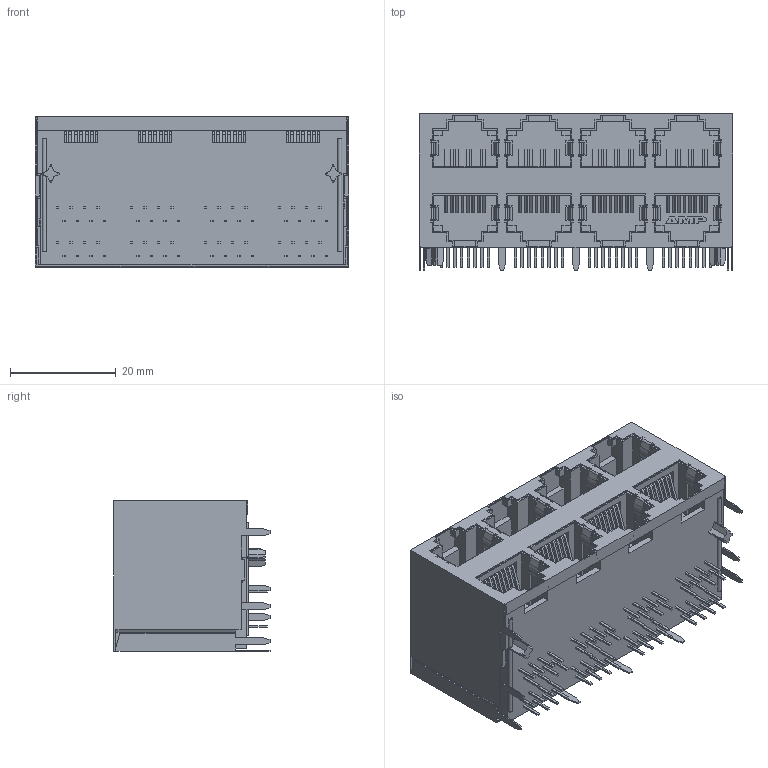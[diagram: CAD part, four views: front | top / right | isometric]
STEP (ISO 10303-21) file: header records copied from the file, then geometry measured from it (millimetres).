
FILE_DESCRIPTION((''),'2;1');
FILE_NAME('C-5569257-1','2009-03-16T',('workeradm'),('Tyco Electronics Corporation'),'PRO/ENGINEER BY PARAMETRIC TECHNOLOGY CORPORATION, 2007390','PRO/ENGINEER BY PARAMETRIC TECHNOLOGY CORPORATION, 2007390','');
FILE_SCHEMA(('AUTOMOTIVE_DESIGN { 1 0 10303 214 1 1 1 1 }'));
Length unit declared in the file: millimetre
Products named in the file (1): C-5569257-1
Bounding box: 59.18 x 29.46 x 28.45 mm (x, y, z)
Volume: 31729.7 mm3; surface area: 21421.1 mm2
Topology: 1 solids, 1 shells, 2063 faces, 5840 edges, 3782 vertices
Faces by surface type: plane 1849, cylinder 212, extrusion 2
Entity records: 65874 total; most frequent: CARTESIAN_POINT 11904, ORIENTED_EDGE 11680, DIRECTION 10320, EDGE_CURVE 5840, VECTOR 5404, LINE 5402, VERTEX_POINT 3782, AXIS2_PLACEMENT_3D 2458
